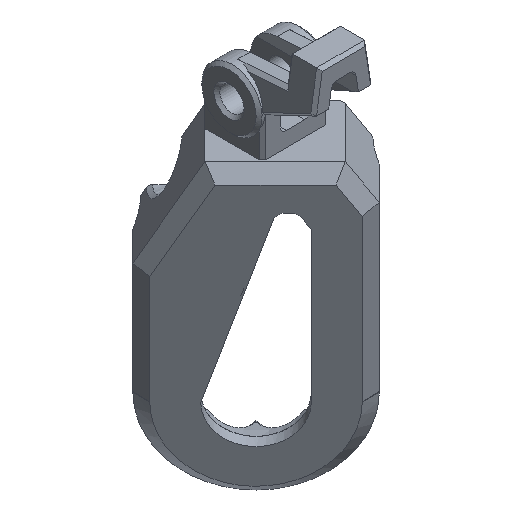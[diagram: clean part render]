
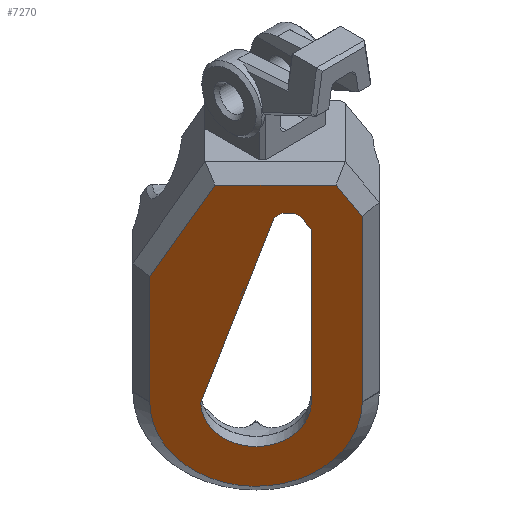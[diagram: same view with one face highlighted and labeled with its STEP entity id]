
A CAD part, isometric view. The second image highlights one B-rep face of the part: STEP entity #7270.
In plain terms, the highlighted planar face has unit normal (-0.707, -0.707, -0.035).
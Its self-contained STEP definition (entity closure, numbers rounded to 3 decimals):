
#19=FACE_BOUND('',#2032,.T.);
#20=FACE_BOUND('',#2033,.T.);
#315=LINE('',#15501,#767);
#404=LINE('',#16564,#856);
#408=LINE('',#16572,#860);
#412=LINE('',#16583,#864);
#415=LINE('',#16591,#867);
#436=LINE('',#16709,#888);
#438=LINE('',#16713,#890);
#440=LINE('',#16717,#892);
#442=LINE('',#16721,#894);
#444=LINE('',#16725,#896);
#767=VECTOR('',#8061,10.);
#856=VECTOR('',#8210,10.);
#860=VECTOR('',#8216,10.);
#864=VECTOR('',#8228,10.);
#867=VECTOR('',#8237,10.);
#888=VECTOR('',#8326,10.);
#890=VECTOR('',#8330,10.);
#892=VECTOR('',#8334,10.);
#894=VECTOR('',#8338,10.);
#896=VECTOR('',#8342,10.);
#1020=CIRCLE('',#7483,13.);
#1022=CIRCLE('',#7487,3.);
#1023=CIRCLE('',#7490,3.);
#1622=FACE_OUTER_BOUND('',#2031,.T.);
#2031=EDGE_LOOP('',(#6477,#6478,#6479,#6480,#6481,#6482,#6483,#6484));
#2032=EDGE_LOOP('',(#6485,#6486,#6487));
#2033=EDGE_LOOP('',(#6488,#6489,#6490,#6491,#6492,#6493,#6494));
#2637=B_SPLINE_CURVE_WITH_KNOTS('',3,(#15989,#15990,#15991,#15992),
 .UNSPECIFIED.,.F.,.F.,(4,4),(37.,37.07),.UNSPECIFIED.);
#2639=B_SPLINE_CURVE_WITH_KNOTS('',3,(#16007,#16008,#16009,#16010),
 .UNSPECIFIED.,.F.,.F.,(4,4),(36.794,37.),.UNSPECIFIED.);
#2673=B_SPLINE_CURVE_WITH_KNOTS('',3,(#16771,#16772,#16773,#16774,#16775,
#16776,#16777,#16778,#16779,#16780),.UNSPECIFIED.,.F.,.F.,(4,1,1,1,1,1,
1,4),(-4.708,-4.26,-3.813,-3.365,
-2.918,-2.47,-2.023,-1.576),
 .UNSPECIFIED.);
#2674=B_SPLINE_CURVE_WITH_KNOTS('',3,(#16797,#16798,#16799,#16800),
 .UNSPECIFIED.,.F.,.F.,(4,4),(-1.576,-1.571),
 .UNSPECIFIED.);
#2675=B_SPLINE_CURVE_WITH_KNOTS('',3,(#16817,#16818,#16819,#16820),
 .UNSPECIFIED.,.F.,.F.,(4,4),(1.571,1.576),
 .UNSPECIFIED.);
#3190=VERTEX_POINT('',#15495);
#3191=VERTEX_POINT('',#15500);
#3228=VERTEX_POINT('',#15988);
#3288=VERTEX_POINT('',#16562);
#3289=VERTEX_POINT('',#16563);
#3292=VERTEX_POINT('',#16571);
#3294=VERTEX_POINT('',#16577);
#3295=VERTEX_POINT('',#16582);
#3296=VERTEX_POINT('',#16586);
#3297=VERTEX_POINT('',#16590);
#3309=VERTEX_POINT('',#16706);
#3310=VERTEX_POINT('',#16708);
#3311=VERTEX_POINT('',#16712);
#3312=VERTEX_POINT('',#16716);
#3313=VERTEX_POINT('',#16720);
#3314=VERTEX_POINT('',#16724);
#3315=VERTEX_POINT('',#16767);
#3316=VERTEX_POINT('',#16769);
#4162=EDGE_CURVE('',#3191,#3190,#315,.T.);
#4230=EDGE_CURVE('',#3228,#3191,#2637,.T.);
#4233=EDGE_CURVE('',#3190,#3228,#2639,.T.);
#4328=EDGE_CURVE('',#3288,#3289,#404,.T.);
#4332=EDGE_CURVE('',#3289,#3292,#408,.T.);
#4335=EDGE_CURVE('',#3292,#3294,#1020,.T.);
#4338=EDGE_CURVE('',#3294,#3295,#412,.T.);
#4340=EDGE_CURVE('',#3295,#3296,#1022,.T.);
#4342=EDGE_CURVE('',#3296,#3297,#415,.T.);
#4345=EDGE_CURVE('',#3297,#3288,#1023,.T.);
#4374=EDGE_CURVE('',#3309,#3310,#436,.T.);
#4376=EDGE_CURVE('',#3310,#3311,#438,.T.);
#4378=EDGE_CURVE('',#3311,#3312,#440,.T.);
#4380=EDGE_CURVE('',#3312,#3313,#442,.T.);
#4382=EDGE_CURVE('',#3313,#3314,#444,.T.);
#4386=EDGE_CURVE('',#3316,#3315,#2673,.T.);
#4387=EDGE_CURVE('',#3315,#3309,#2674,.T.);
#4388=EDGE_CURVE('',#3314,#3316,#2675,.T.);
#6477=ORIENTED_EDGE('',*,*,#4386,.F.);
#6478=ORIENTED_EDGE('',*,*,#4388,.F.);
#6479=ORIENTED_EDGE('',*,*,#4382,.F.);
#6480=ORIENTED_EDGE('',*,*,#4380,.F.);
#6481=ORIENTED_EDGE('',*,*,#4378,.F.);
#6482=ORIENTED_EDGE('',*,*,#4376,.F.);
#6483=ORIENTED_EDGE('',*,*,#4374,.F.);
#6484=ORIENTED_EDGE('',*,*,#4387,.F.);
#6485=ORIENTED_EDGE('',*,*,#4162,.T.);
#6486=ORIENTED_EDGE('',*,*,#4233,.T.);
#6487=ORIENTED_EDGE('',*,*,#4230,.T.);
#6488=ORIENTED_EDGE('',*,*,#4338,.T.);
#6489=ORIENTED_EDGE('',*,*,#4340,.T.);
#6490=ORIENTED_EDGE('',*,*,#4342,.T.);
#6491=ORIENTED_EDGE('',*,*,#4345,.T.);
#6492=ORIENTED_EDGE('',*,*,#4328,.T.);
#6493=ORIENTED_EDGE('',*,*,#4332,.T.);
#6494=ORIENTED_EDGE('',*,*,#4335,.T.);
#6878=PLANE('',#7527);
#7270=ADVANCED_FACE('',(#1622,#19,#20),#6878,.F.);
#7483=AXIS2_PLACEMENT_3D('',#16578,#8221,#8222);
#7487=AXIS2_PLACEMENT_3D('',#16587,#8232,#8233);
#7490=AXIS2_PLACEMENT_3D('',#16596,#8242,#8243);
#7527=AXIS2_PLACEMENT_3D('',#16821,#8346,#8347);
#8061=DIRECTION('',(0.189,-0.236,0.953));
#8210=DIRECTION('',(0.413,-0.372,-0.832));
#8216=DIRECTION('',(0.025,0.025,-0.999));
#8221=DIRECTION('center_axis',(0.707,0.707,0.035));
#8222=DIRECTION('ref_axis',(0.707,-0.707,0.));
#8228=DIRECTION('',(0.189,-0.236,0.953));
#8232=DIRECTION('center_axis',(0.707,0.707,0.035));
#8233=DIRECTION('ref_axis',(-0.682,0.667,0.301));
#8237=DIRECTION('',(0.707,-0.707,0.));
#8242=DIRECTION('center_axis',(0.707,0.707,0.035));
#8243=DIRECTION('ref_axis',(-0.025,-0.025,0.999));
#8326=DIRECTION('',(-0.025,-0.025,0.999));
#8330=DIRECTION('',(0.327,-0.37,0.87));
#8334=DIRECTION('',(0.707,-0.707,0.));
#8338=DIRECTION('',(0.413,-0.372,-0.832));
#8342=DIRECTION('',(0.025,0.025,-0.999));
#8346=DIRECTION('center_axis',(0.707,0.707,0.035));
#8347=DIRECTION('ref_axis',(0.049,0.,-0.999));
#15495=CARTESIAN_POINT('',(-17.053,-8.007,-47.443));
#15500=CARTESIAN_POINT('',(-17.515,-7.429,-49.773));
#15501=CARTESIAN_POINT('',(-16.234,-9.029,-43.319));
#15988=CARTESIAN_POINT('',(-17.371,-7.603,-49.174));
#15989=CARTESIAN_POINT('Ctrl Pts',(-17.371,-7.603,
-49.174));
#15990=CARTESIAN_POINT('Ctrl Pts',(-17.415,-7.549,
-49.372));
#15991=CARTESIAN_POINT('Ctrl Pts',(-17.463,-7.491,-49.572));
#15992=CARTESIAN_POINT('Ctrl Pts',(-17.515,-7.429,
-49.773));
#16007=CARTESIAN_POINT('Ctrl Pts',(-17.053,-8.007,
-47.443));
#16008=CARTESIAN_POINT('Ctrl Pts',(-17.134,-7.898,-48.004));
#16009=CARTESIAN_POINT('Ctrl Pts',(-17.24,-7.764,
-48.582));
#16010=CARTESIAN_POINT('Ctrl Pts',(-17.371,-7.603,
-49.174));
#16562=CARTESIAN_POINT('',(-8.019,-18.069,-26.615));
#16563=CARTESIAN_POINT('',(-6.279,-19.636,-30.124));
#16564=CARTESIAN_POINT('',(-2.376,-23.151,-37.991));
#16571=CARTESIAN_POINT('',(-5.016,-18.373,-81.279));
#16572=CARTESIAN_POINT('',(-5.26,-18.617,-71.39));
#16577=CARTESIAN_POINT('',(-23.4,0.012,-81.279));
#16578=CARTESIAN_POINT('Origin',(-14.208,-9.18,-81.279));
#16582=CARTESIAN_POINT('',(-12.698,-13.353,-27.375));
#16583=CARTESIAN_POINT('',(-15.893,-9.363,-43.469));
#16586=CARTESIAN_POINT('',(-10.726,-15.428,-25.279));
#16587=CARTESIAN_POINT('Origin',(-10.652,-15.354,-28.277));
#16590=CARTESIAN_POINT('',(-9.818,-16.336,-25.279));
#16591=CARTESIAN_POINT('',(-12.704,-13.45,-25.279));
#16596=CARTESIAN_POINT('Origin',(-9.744,-16.262,-28.277));
#16706=CARTESIAN_POINT('',(-31.893,8.49,-81.));
#16708=CARTESIAN_POINT('',(-32.805,7.578,-44.053));
#16709=CARTESIAN_POINT('',(-32.591,7.792,-52.735));
#16712=CARTESIAN_POINT('',(-22.632,-3.931,-16.998));
#16713=CARTESIAN_POINT('',(-27.95,2.085,-31.141));
#16716=CARTESIAN_POINT('',(-2.46,-24.103,-16.998));
#16717=CARTESIAN_POINT('',(-8.371,-18.192,-16.998));
#16720=CARTESIAN_POINT('',(2.11,-28.218,-26.21));
#16721=CARTESIAN_POINT('',(5.733,-31.48,-33.512));
#16724=CARTESIAN_POINT('',(3.463,-26.865,-81.));
#16725=CARTESIAN_POINT('',(3.233,-27.094,-71.712));
#16767=CARTESIAN_POINT('',(-31.889,8.493,-81.12));
#16769=CARTESIAN_POINT('',(3.465,-26.862,-81.12));
#16771=CARTESIAN_POINT('Ctrl Pts',(3.465,-26.862,-81.12));
#16772=CARTESIAN_POINT('Ctrl Pts',(3.545,-26.757,-84.85));
#16773=CARTESIAN_POINT('Ctrl Pts',(2.504,-25.348,-92.297));
#16774=CARTESIAN_POINT('Ctrl Pts',(-2.348,-20.054,
-101.248));
#16775=CARTESIAN_POINT('Ctrl Pts',(-9.538,-12.619,
-106.206));
#16776=CARTESIAN_POINT('Ctrl Pts',(-17.647,-4.51,-106.21));
#16777=CARTESIAN_POINT('Ctrl Pts',(-25.08,2.678,-101.244));
#16778=CARTESIAN_POINT('Ctrl Pts',(-30.377,7.533,-92.299));
#16779=CARTESIAN_POINT('Ctrl Pts',(-31.785,8.573,-84.85));
#16780=CARTESIAN_POINT('Ctrl Pts',(-31.889,8.493,-81.12));
#16797=CARTESIAN_POINT('Ctrl Pts',(-31.889,8.493,-81.12));
#16798=CARTESIAN_POINT('Ctrl Pts',(-31.891,8.492,-81.08));
#16799=CARTESIAN_POINT('Ctrl Pts',(-31.892,8.491,-81.04));
#16800=CARTESIAN_POINT('Ctrl Pts',(-31.893,8.49,-81.));
#16817=CARTESIAN_POINT('Ctrl Pts',(3.463,-26.865,-81.));
#16818=CARTESIAN_POINT('Ctrl Pts',(3.464,-26.864,-81.04));
#16819=CARTESIAN_POINT('Ctrl Pts',(3.465,-26.863,-81.08));
#16820=CARTESIAN_POINT('Ctrl Pts',(3.465,-26.862,-81.12));
#16821=CARTESIAN_POINT('Origin',(-14.696,-9.669,-61.5));
